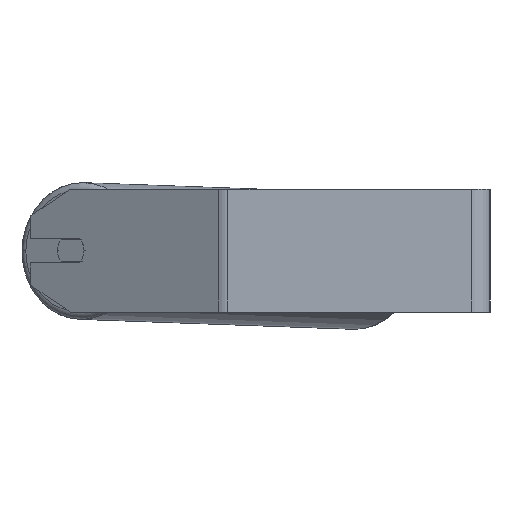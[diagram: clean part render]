
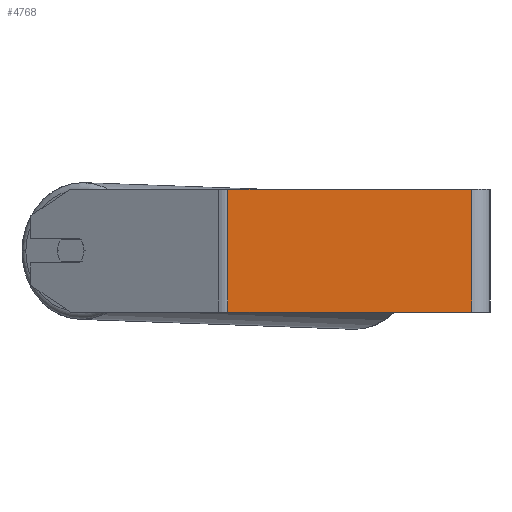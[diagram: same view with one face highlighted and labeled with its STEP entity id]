
A CAD part, left-side view. The second image highlights one B-rep face of the part: STEP entity #4768.
In plain terms, the highlighted planar face has unit normal (-1, 0, 0).
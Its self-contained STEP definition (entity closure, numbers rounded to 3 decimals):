
#211 = EDGE_LOOP ( 'NONE', ( #2044, #2965, #4334, #3512 ) ) ;
#631 = VERTEX_POINT ( 'NONE', #3684 ) ;
#911 = AXIS2_PLACEMENT_3D ( 'NONE', #3943, #5168, #5712 ) ;
#1006 = DIRECTION ( 'NONE',  ( 0., 0., -1. ) ) ;
#1692 = LINE ( 'NONE', #3938, #2885 ) ;
#1992 = EDGE_CURVE ( 'NONE', #6973, #631, #1692, .T. ) ;
#2044 = ORIENTED_EDGE ( 'NONE', *, *, #1992, .T. ) ;
#2048 = LINE ( 'NONE', #7249, #6239 ) ;
#2410 = CARTESIAN_POINT ( 'NONE',  ( -405., 173.703, 40. ) ) ;
#2588 = CARTESIAN_POINT ( 'NONE',  ( -405., 12., 40. ) ) ;
#2667 = CARTESIAN_POINT ( 'NONE',  ( -405., 12., 40. ) ) ;
#2885 = VECTOR ( 'NONE', #6197, 1000. ) ;
#2965 = ORIENTED_EDGE ( 'NONE', *, *, #5415, .F. ) ;
#3512 = ORIENTED_EDGE ( 'NONE', *, *, #6456, .T. ) ;
#3581 = LINE ( 'NONE', #2410, #5531 ) ;
#3684 = CARTESIAN_POINT ( 'NONE',  ( -405., 12., -40. ) ) ;
#3746 = DIRECTION ( 'NONE',  ( 0., 0., -1. ) ) ;
#3938 = CARTESIAN_POINT ( 'NONE',  ( -405., 173.703, -40. ) ) ;
#3943 = CARTESIAN_POINT ( 'NONE',  ( -405., 173.703, 40. ) ) ;
#4334 = ORIENTED_EDGE ( 'NONE', *, *, #6646, .F. ) ;
#4728 = DIRECTION ( 'NONE',  ( 0., -1., 0. ) ) ;
#4768 = ADVANCED_FACE ( 'NONE', ( #6128 ), #6166, .F. ) ;
#4835 = VERTEX_POINT ( 'NONE', #6753 ) ;
#5168 = DIRECTION ( 'NONE',  ( 1., 0., 0. ) ) ;
#5415 = EDGE_CURVE ( 'NONE', #5566, #631, #7121, .T. ) ;
#5531 = VECTOR ( 'NONE', #4728, 1000. ) ;
#5566 = VERTEX_POINT ( 'NONE', #2588 ) ;
#5712 = DIRECTION ( 'NONE',  ( 0., 0., -1. ) ) ;
#5761 = CARTESIAN_POINT ( 'NONE',  ( -405., 170.488, -40. ) ) ;
#6128 = FACE_OUTER_BOUND ( 'NONE', #211, .T. ) ;
#6166 = PLANE ( 'NONE',  #911 ) ;
#6197 = DIRECTION ( 'NONE',  ( 0., -1., 0. ) ) ;
#6239 = VECTOR ( 'NONE', #3746, 1000. ) ;
#6456 = EDGE_CURVE ( 'NONE', #4835, #6973, #2048, .T. ) ;
#6646 = EDGE_CURVE ( 'NONE', #4835, #5566, #3581, .T. ) ;
#6753 = CARTESIAN_POINT ( 'NONE',  ( -405., 170.488, 40. ) ) ;
#6973 = VERTEX_POINT ( 'NONE', #5761 ) ;
#7121 = LINE ( 'NONE', #2667, #7160 ) ;
#7160 = VECTOR ( 'NONE', #1006, 1000. ) ;
#7249 = CARTESIAN_POINT ( 'NONE',  ( -405., 170.488, 40. ) ) ;
